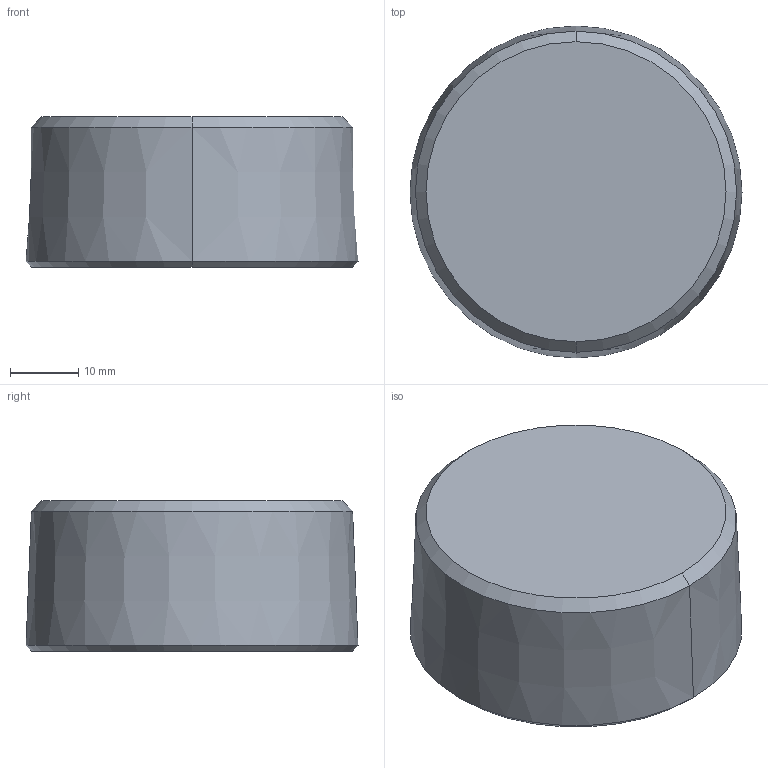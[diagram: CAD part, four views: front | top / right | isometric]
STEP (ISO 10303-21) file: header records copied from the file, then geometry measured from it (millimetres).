
FILE_DESCRIPTION(('STEP AP214'),'1');
FILE_NAME('0206_49_00.stp','2016-07-07T14:23:26',('TraceParts'),('TraceParts S.A.'),'Spatial InterOp 3D',' ',' ');
FILE_SCHEMA(('automotive_design'));
Length unit declared in the file: millimetre
Products named in the file (1): 0206-49-00
Bounding box: 48.48 x 48.48 x 22 mm (x, y, z)
Volume: 31381.1 mm3; surface area: 8028.4 mm2
Topology: 1 solids, 1 shells, 35 faces, 86 edges, 53 vertices
Faces by surface type: plane 15, cone 12, cylinder 8
Entity records: 1101 total; most frequent: CARTESIAN_POINT 293, ORIENTED_EDGE 168, DIRECTION 160, EDGE_CURVE 84, AXIS2_PLACEMENT_3D 64, VERTEX_POINT 53, EDGE_LOOP 37, ADVANCED_FACE 35
